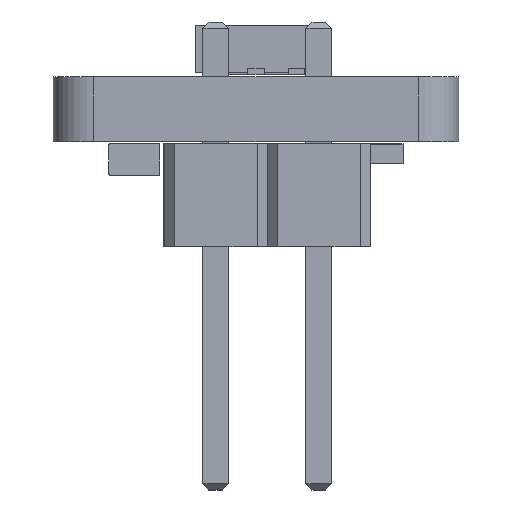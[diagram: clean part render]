
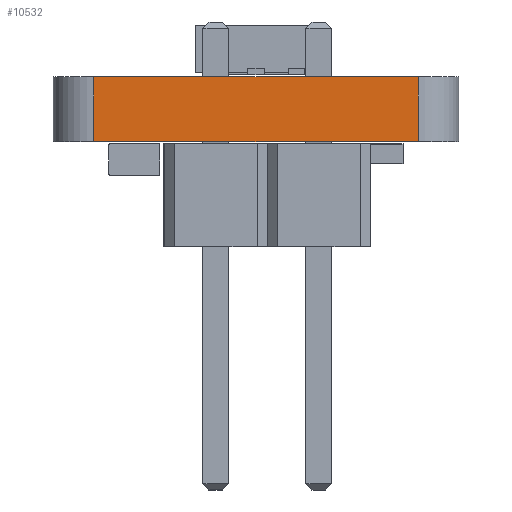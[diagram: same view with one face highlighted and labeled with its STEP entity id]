
A CAD part, left-side view. The second image highlights one B-rep face of the part: STEP entity #10532.
In plain terms, the highlighted planar face has unit normal (-1, 0, 0).
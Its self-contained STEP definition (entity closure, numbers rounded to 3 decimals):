
#10349 = CYLINDRICAL_SURFACE('',#10350,1.);
#10350 = AXIS2_PLACEMENT_3D('',#10351,#10352,#10353);
#10351 = CARTESIAN_POINT('',(108.5,-75.,0.));
#10352 = DIRECTION('',(0.,0.,-1.));
#10353 = DIRECTION('',(1.,0.,0.));
#10374 = VERTEX_POINT('',#10375);
#10375 = CARTESIAN_POINT('',(107.5,-75.,1.6));
#10390 = PLANE('',#10391);
#10391 = AXIS2_PLACEMENT_3D('',#10392,#10393,#10394);
#10392 = CARTESIAN_POINT('',(112.5,-79.,1.6));
#10393 = DIRECTION('',(0.,0.,1.));
#10394 = DIRECTION('',(1.,0.,0.));
#10402 = EDGE_CURVE('',#10403,#10374,#10405,.T.);
#10403 = VERTEX_POINT('',#10404);
#10404 = CARTESIAN_POINT('',(107.5,-75.,0.));
#10405 = SURFACE_CURVE('',#10406,(#10410,#10417),.PCURVE_S1.);
#10406 = LINE('',#10407,#10408);
#10407 = CARTESIAN_POINT('',(107.5,-75.,0.));
#10408 = VECTOR('',#10409,1.);
#10409 = DIRECTION('',(0.,0.,1.));
#10410 = PCURVE('',#10349,#10411);
#10411 = DEFINITIONAL_REPRESENTATION('',(#10412),#10416);
#10412 = LINE('',#10413,#10414);
#10413 = CARTESIAN_POINT('',(-3.142,0.));
#10414 = VECTOR('',#10415,1.);
#10415 = DIRECTION('',(0.,-1.));
#10416 = ( GEOMETRIC_REPRESENTATION_CONTEXT(2) 
PARAMETRIC_REPRESENTATION_CONTEXT() REPRESENTATION_CONTEXT('2D SPACE',''
  ) );
#10417 = PCURVE('',#10418,#10423);
#10418 = PLANE('',#10419);
#10419 = AXIS2_PLACEMENT_3D('',#10420,#10421,#10422);
#10420 = CARTESIAN_POINT('',(107.5,-75.,0.));
#10421 = DIRECTION('',(1.,0.,0.));
#10422 = DIRECTION('',(0.,-1.,0.));
#10423 = DEFINITIONAL_REPRESENTATION('',(#10424),#10428);
#10424 = LINE('',#10425,#10426);
#10425 = CARTESIAN_POINT('',(0.,0.));
#10426 = VECTOR('',#10427,1.);
#10427 = DIRECTION('',(0.,-1.));
#10428 = ( GEOMETRIC_REPRESENTATION_CONTEXT(2) 
PARAMETRIC_REPRESENTATION_CONTEXT() REPRESENTATION_CONTEXT('2D SPACE',''
  ) );
#10445 = PLANE('',#10446);
#10446 = AXIS2_PLACEMENT_3D('',#10447,#10448,#10449);
#10447 = CARTESIAN_POINT('',(112.5,-79.,0.));
#10448 = DIRECTION('',(0.,0.,1.));
#10449 = DIRECTION('',(1.,0.,0.));
#10532 = ADVANCED_FACE('',(#10533),#10418,.F.);
#10533 = FACE_BOUND('',#10534,.F.);
#10534 = EDGE_LOOP('',(#10535,#10536,#10559,#10587));
#10535 = ORIENTED_EDGE('',*,*,#10402,.T.);
#10536 = ORIENTED_EDGE('',*,*,#10537,.T.);
#10537 = EDGE_CURVE('',#10374,#10538,#10540,.T.);
#10538 = VERTEX_POINT('',#10539);
#10539 = CARTESIAN_POINT('',(107.5,-83.,1.6));
#10540 = SURFACE_CURVE('',#10541,(#10545,#10552),.PCURVE_S1.);
#10541 = LINE('',#10542,#10543);
#10542 = CARTESIAN_POINT('',(107.5,-75.,1.6));
#10543 = VECTOR('',#10544,1.);
#10544 = DIRECTION('',(0.,-1.,0.));
#10545 = PCURVE('',#10418,#10546);
#10546 = DEFINITIONAL_REPRESENTATION('',(#10547),#10551);
#10547 = LINE('',#10548,#10549);
#10548 = CARTESIAN_POINT('',(0.,-1.6));
#10549 = VECTOR('',#10550,1.);
#10550 = DIRECTION('',(1.,0.));
#10551 = ( GEOMETRIC_REPRESENTATION_CONTEXT(2) 
PARAMETRIC_REPRESENTATION_CONTEXT() REPRESENTATION_CONTEXT('2D SPACE',''
  ) );
#10552 = PCURVE('',#10390,#10553);
#10553 = DEFINITIONAL_REPRESENTATION('',(#10554),#10558);
#10554 = LINE('',#10555,#10556);
#10555 = CARTESIAN_POINT('',(-5.,4.));
#10556 = VECTOR('',#10557,1.);
#10557 = DIRECTION('',(0.,-1.));
#10558 = ( GEOMETRIC_REPRESENTATION_CONTEXT(2) 
PARAMETRIC_REPRESENTATION_CONTEXT() REPRESENTATION_CONTEXT('2D SPACE',''
  ) );
#10559 = ORIENTED_EDGE('',*,*,#10560,.F.);
#10560 = EDGE_CURVE('',#10561,#10538,#10563,.T.);
#10561 = VERTEX_POINT('',#10562);
#10562 = CARTESIAN_POINT('',(107.5,-83.,0.));
#10563 = SURFACE_CURVE('',#10564,(#10568,#10575),.PCURVE_S1.);
#10564 = LINE('',#10565,#10566);
#10565 = CARTESIAN_POINT('',(107.5,-83.,0.));
#10566 = VECTOR('',#10567,1.);
#10567 = DIRECTION('',(0.,0.,1.));
#10568 = PCURVE('',#10418,#10569);
#10569 = DEFINITIONAL_REPRESENTATION('',(#10570),#10574);
#10570 = LINE('',#10571,#10572);
#10571 = CARTESIAN_POINT('',(8.,0.));
#10572 = VECTOR('',#10573,1.);
#10573 = DIRECTION('',(0.,-1.));
#10574 = ( GEOMETRIC_REPRESENTATION_CONTEXT(2) 
PARAMETRIC_REPRESENTATION_CONTEXT() REPRESENTATION_CONTEXT('2D SPACE',''
  ) );
#10575 = PCURVE('',#10576,#10581);
#10576 = CYLINDRICAL_SURFACE('',#10577,1.);
#10577 = AXIS2_PLACEMENT_3D('',#10578,#10579,#10580);
#10578 = CARTESIAN_POINT('',(108.5,-83.,0.));
#10579 = DIRECTION('',(0.,0.,-1.));
#10580 = DIRECTION('',(1.,0.,0.));
#10581 = DEFINITIONAL_REPRESENTATION('',(#10582),#10586);
#10582 = LINE('',#10583,#10584);
#10583 = CARTESIAN_POINT('',(-3.142,0.));
#10584 = VECTOR('',#10585,1.);
#10585 = DIRECTION('',(0.,-1.));
#10586 = ( GEOMETRIC_REPRESENTATION_CONTEXT(2) 
PARAMETRIC_REPRESENTATION_CONTEXT() REPRESENTATION_CONTEXT('2D SPACE',''
  ) );
#10587 = ORIENTED_EDGE('',*,*,#10588,.F.);
#10588 = EDGE_CURVE('',#10403,#10561,#10589,.T.);
#10589 = SURFACE_CURVE('',#10590,(#10594,#10601),.PCURVE_S1.);
#10590 = LINE('',#10591,#10592);
#10591 = CARTESIAN_POINT('',(107.5,-75.,0.));
#10592 = VECTOR('',#10593,1.);
#10593 = DIRECTION('',(0.,-1.,0.));
#10594 = PCURVE('',#10418,#10595);
#10595 = DEFINITIONAL_REPRESENTATION('',(#10596),#10600);
#10596 = LINE('',#10597,#10598);
#10597 = CARTESIAN_POINT('',(0.,0.));
#10598 = VECTOR('',#10599,1.);
#10599 = DIRECTION('',(1.,0.));
#10600 = ( GEOMETRIC_REPRESENTATION_CONTEXT(2) 
PARAMETRIC_REPRESENTATION_CONTEXT() REPRESENTATION_CONTEXT('2D SPACE',''
  ) );
#10601 = PCURVE('',#10445,#10602);
#10602 = DEFINITIONAL_REPRESENTATION('',(#10603),#10607);
#10603 = LINE('',#10604,#10605);
#10604 = CARTESIAN_POINT('',(-5.,4.));
#10605 = VECTOR('',#10606,1.);
#10606 = DIRECTION('',(0.,-1.));
#10607 = ( GEOMETRIC_REPRESENTATION_CONTEXT(2) 
PARAMETRIC_REPRESENTATION_CONTEXT() REPRESENTATION_CONTEXT('2D SPACE',''
  ) );
